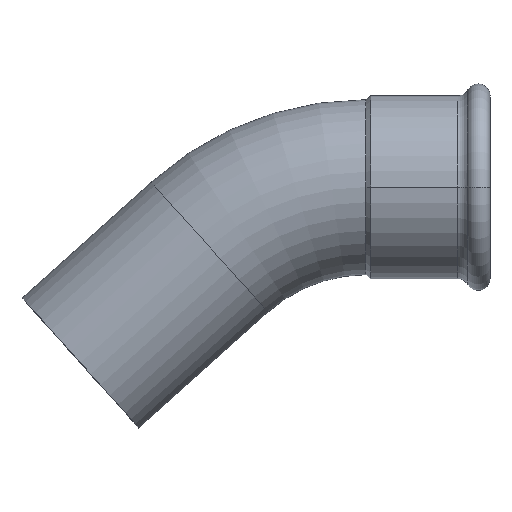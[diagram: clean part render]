
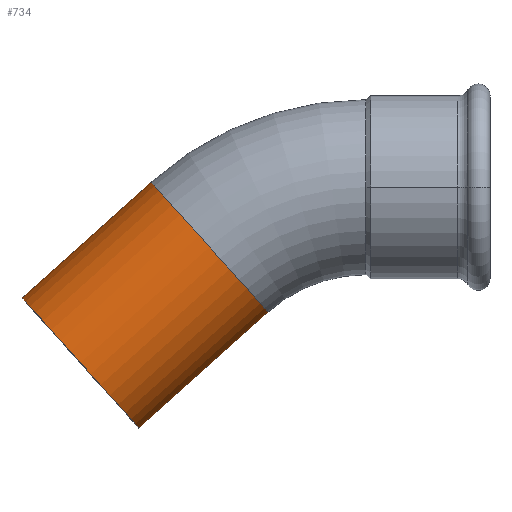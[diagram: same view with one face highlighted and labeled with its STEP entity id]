
A CAD part, top view. The second image highlights one B-rep face of the part: STEP entity #734.
In plain terms, the highlighted cylindrical face has radius 44.45 mm (diameter 88.9 mm), a partial arc.
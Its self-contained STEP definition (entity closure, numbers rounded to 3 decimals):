
#12 = AXIS2_PLACEMENT_3D ( 'NONE', #200, #78, #312 ) ;
#34 = EDGE_CURVE ( 'NONE', #531, #431, #447, .T. ) ;
#48 = VECTOR ( 'NONE', #574, 1000. ) ;
#73 = EDGE_LOOP ( 'NONE', ( #143, #566, #403, #353 ) ) ;
#78 = DIRECTION ( 'NONE',  ( 0.744, 0.668, 0. ) ) ;
#83 = CARTESIAN_POINT ( 'NONE',  ( -60.094, 33.082, 0. ) ) ;
#86 = DIRECTION ( 'NONE',  ( 0.744, 0.668, 0. ) ) ;
#115 = CARTESIAN_POINT ( 'NONE',  ( -66.243, -91.885, 0. ) ) ;
#138 = CARTESIAN_POINT ( 'NONE',  ( -0.717, -33.082, 0. ) ) ;
#143 = ORIENTED_EDGE ( 'NONE', *, *, #610, .T. ) ;
#200 = CARTESIAN_POINT ( 'NONE',  ( -30.406, 0., 0. ) ) ;
#254 = LINE ( 'NONE', #523, #48 ) ;
#271 = CIRCLE ( 'NONE', #752, 44.45 ) ;
#282 = VERTEX_POINT ( 'NONE', #138 ) ;
#312 = DIRECTION ( 'NONE',  ( -0.668, 0.744, 0. ) ) ;
#353 = ORIENTED_EDGE ( 'NONE', *, *, #34, .F. ) ;
#363 = FACE_OUTER_BOUND ( 'NONE', #73, .T. ) ;
#378 = EDGE_CURVE ( 'NONE', #431, #282, #620, .T. ) ;
#403 = ORIENTED_EDGE ( 'NONE', *, *, #378, .F. ) ;
#418 = DIRECTION ( 'NONE',  ( 0.744, 0.668, 0. ) ) ;
#431 = VERTEX_POINT ( 'NONE', #83 ) ;
#447 = LINE ( 'NONE', #778, #501 ) ;
#460 = EDGE_CURVE ( 'NONE', #686, #282, #254, .T. ) ;
#501 = VECTOR ( 'NONE', #86, 1000. ) ;
#507 = DIRECTION ( 'NONE',  ( -0.668, 0.744, 0. ) ) ;
#523 = CARTESIAN_POINT ( 'NONE',  ( -66.243, -91.885, 0. ) ) ;
#525 = DIRECTION ( 'NONE',  ( -0.668, 0.744, 0. ) ) ;
#531 = VERTEX_POINT ( 'NONE', #781 ) ;
#554 = CYLINDRICAL_SURFACE ( 'NONE', #670, 44.45 ) ;
#566 = ORIENTED_EDGE ( 'NONE', *, *, #460, .T. ) ;
#574 = DIRECTION ( 'NONE',  ( 0.744, 0.668, 0. ) ) ;
#610 = EDGE_CURVE ( 'NONE', #531, #686, #271, .T. ) ;
#620 = CIRCLE ( 'NONE', #12, 44.45 ) ;
#669 = CARTESIAN_POINT ( 'NONE',  ( -95.931, -58.803, 0. ) ) ;
#670 = AXIS2_PLACEMENT_3D ( 'NONE', #750, #418, #507 ) ;
#686 = VERTEX_POINT ( 'NONE', #115 ) ;
#734 = ADVANCED_FACE ( 'NONE', ( #363 ), #554, .T. ) ;
#740 = DIRECTION ( 'NONE',  ( 0.744, 0.668, 0. ) ) ;
#750 = CARTESIAN_POINT ( 'NONE',  ( -95.931, -58.803, 0. ) ) ;
#752 = AXIS2_PLACEMENT_3D ( 'NONE', #669, #740, #525 ) ;
#778 = CARTESIAN_POINT ( 'NONE',  ( -125.619, -25.721, 0. ) ) ;
#781 = CARTESIAN_POINT ( 'NONE',  ( -125.619, -25.721, 0. ) ) ;
